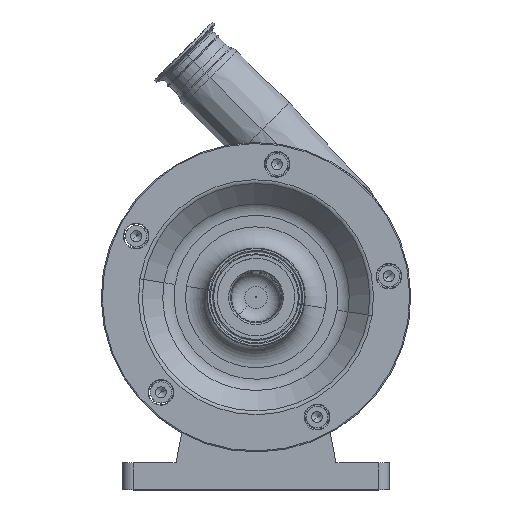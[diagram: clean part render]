
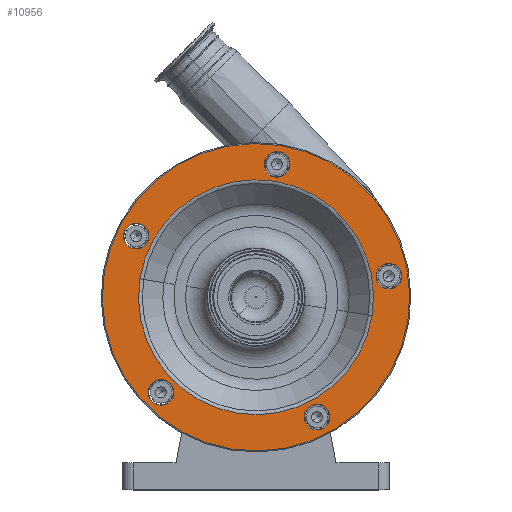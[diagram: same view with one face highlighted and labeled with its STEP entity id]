
A CAD part, top view. The second image highlights one B-rep face of the part: STEP entity #10956.
In plain terms, the highlighted planar face has unit normal (0, 0, 1).
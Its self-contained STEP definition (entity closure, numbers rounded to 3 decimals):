
#134 = CIRCLE ( 'NONE', #14484, 12. ) ;
#158 = ORIENTED_EDGE ( 'NONE', *, *, #4991, .F. ) ;
#172 = FACE_OUTER_BOUND ( 'NONE', #9284, .T. ) ;
#417 = CARTESIAN_POINT ( 'NONE',  ( 57.203, 67.733, 220. ) ) ;
#536 = EDGE_LOOP ( 'NONE', ( #6990, #11621 ) ) ;
#692 = EDGE_LOOP ( 'NONE', ( #5177, #9448 ) ) ;
#699 = AXIS2_PLACEMENT_3D ( 'NONE', #3001, #8501, #1747 ) ;
#848 = CIRCLE ( 'NONE', #8275, 110.071 ) ;
#863 = VERTEX_POINT ( 'NONE', #13763 ) ;
#1210 = EDGE_CURVE ( 'NONE', #13202, #3196, #9478, .T. ) ;
#1386 = EDGE_CURVE ( 'NONE', #12012, #14629, #10477, .T. ) ;
#1727 = CARTESIAN_POINT ( 'NONE',  ( 124.449, 199.711, 220. ) ) ;
#1747 = DIRECTION ( 'NONE',  ( 0.988, -0.156, 0. ) ) ;
#2127 = EDGE_LOOP ( 'NONE', ( #10969, #14633 ) ) ;
#2147 = VERTEX_POINT ( 'NONE', #9834 ) ;
#2381 = CARTESIAN_POINT ( 'NONE',  ( -124.119, 239.08, 220. ) ) ;
#2503 = CARTESIAN_POINT ( 'NONE',  ( -112.267, 237.203, 220. ) ) ;
#2587 = ORIENTED_EDGE ( 'NONE', *, *, #13243, .T. ) ;
#2706 = ORIENTED_EDGE ( 'NONE', *, *, #1386, .F. ) ;
#2795 = CARTESIAN_POINT ( 'NONE',  ( 19.711, 304.449, 220. ) ) ;
#3001 = CARTESIAN_POINT ( 'NONE',  ( 0., 180., 220. ) ) ;
#3010 = DIRECTION ( 'NONE',  ( 0., 0., 1. ) ) ;
#3125 = CIRCLE ( 'NONE', #10040, 12. ) ;
#3196 = VERTEX_POINT ( 'NONE', #11092 ) ;
#3279 = DIRECTION ( 'NONE',  ( 0.988, -0.156, 0. ) ) ;
#3407 = CARTESIAN_POINT ( 'NONE',  ( 0., 180., 220. ) ) ;
#3872 = VERTEX_POINT ( 'NONE', #13106 ) ;
#3982 = EDGE_CURVE ( 'NONE', #11773, #7711, #5342, .T. ) ;
#3989 = AXIS2_PLACEMENT_3D ( 'NONE', #2795, #4418, #12367 ) ;
#4352 = CARTESIAN_POINT ( 'NONE',  ( -108.716, 197.219, 220. ) ) ;
#4384 = ORIENTED_EDGE ( 'NONE', *, *, #8733, .F. ) ;
#4418 = DIRECTION ( 'NONE',  ( 0., 0., 1. ) ) ;
#4440 = CARTESIAN_POINT ( 'NONE',  ( -100.948, 92.782, 220. ) ) ;
#4462 = FACE_BOUND ( 'NONE', #9227, .T. ) ;
#4791 = CIRCLE ( 'NONE', #7376, 12. ) ;
#4991 = EDGE_CURVE ( 'NONE', #14629, #12012, #848, .T. ) ;
#5145 = AXIS2_PLACEMENT_3D ( 'NONE', #5806, #15796, #10483 ) ;
#5177 = ORIENTED_EDGE ( 'NONE', *, *, #14134, .F. ) ;
#5342 = CIRCLE ( 'NONE', #8227, 12. ) ;
#5458 = EDGE_CURVE ( 'NONE', #5991, #863, #3125, .T. ) ;
#5552 = PLANE ( 'NONE',  #7912 ) ;
#5661 = AXIS2_PLACEMENT_3D ( 'NONE', #12740, #17415, #14433 ) ;
#5806 = CARTESIAN_POINT ( 'NONE',  ( 124.449, 199.711, 220. ) ) ;
#5991 = VERTEX_POINT ( 'NONE', #9719 ) ;
#6104 = EDGE_LOOP ( 'NONE', ( #9158, #10406 ) ) ;
#6155 = AXIS2_PLACEMENT_3D ( 'NONE', #10606, #11942, #9235 ) ;
#6232 = CIRCLE ( 'NONE', #5661, 12. ) ;
#6325 = VERTEX_POINT ( 'NONE', #2381 ) ;
#6716 = EDGE_CURVE ( 'NONE', #6325, #8755, #15412, .T. ) ;
#6990 = ORIENTED_EDGE ( 'NONE', *, *, #15928, .F. ) ;
#7057 = EDGE_CURVE ( 'NONE', #9715, #16750, #4791, .T. ) ;
#7148 = CIRCLE ( 'NONE', #3989, 12. ) ;
#7166 = CARTESIAN_POINT ( 'NONE',  ( -89.095, 90.905, 220. ) ) ;
#7376 = AXIS2_PLACEMENT_3D ( 'NONE', #7166, #3010, #9868 ) ;
#7456 = EDGE_LOOP ( 'NONE', ( #4384, #13582 ) ) ;
#7711 = VERTEX_POINT ( 'NONE', #8716 ) ;
#7912 = AXIS2_PLACEMENT_3D ( 'NONE', #16636, #15267, #8425 ) ;
#7972 = CARTESIAN_POINT ( 'NONE',  ( 0., 180., 220. ) ) ;
#8197 = DIRECTION ( 'NONE',  ( 0.988, -0.156, 0. ) ) ;
#8227 = AXIS2_PLACEMENT_3D ( 'NONE', #1727, #15060, #16419 ) ;
#8275 = AXIS2_PLACEMENT_3D ( 'NONE', #7972, #13473, #17165 ) ;
#8342 = FACE_BOUND ( 'NONE', #692, .T. ) ;
#8370 = CIRCLE ( 'NONE', #12112, 144. ) ;
#8425 = DIRECTION ( 'NONE',  ( -0.988, 0.156, 0. ) ) ;
#8501 = DIRECTION ( 'NONE',  ( 0., 0., 1. ) ) ;
#8716 = CARTESIAN_POINT ( 'NONE',  ( 112.596, 201.588, 220. ) ) ;
#8733 = EDGE_CURVE ( 'NONE', #16750, #9715, #134, .T. ) ;
#8755 = VERTEX_POINT ( 'NONE', #17403 ) ;
#8906 = DIRECTION ( 'NONE',  ( 0., 0., 1. ) ) ;
#9158 = ORIENTED_EDGE ( 'NONE', *, *, #12810, .F. ) ;
#9227 = EDGE_LOOP ( 'NONE', ( #2706, #158 ) ) ;
#9235 = DIRECTION ( 'NONE',  ( 0.988, -0.156, 0. ) ) ;
#9284 = EDGE_LOOP ( 'NONE', ( #12995, #2587 ) ) ;
#9448 = ORIENTED_EDGE ( 'NONE', *, *, #1210, .F. ) ;
#9478 = CIRCLE ( 'NONE', #11479, 12. ) ;
#9715 = VERTEX_POINT ( 'NONE', #4440 ) ;
#9719 = CARTESIAN_POINT ( 'NONE',  ( 7.858, 306.326, 220. ) ) ;
#9789 = FACE_BOUND ( 'NONE', #6104, .T. ) ;
#9834 = CARTESIAN_POINT ( 'NONE',  ( -142.227, 202.527, 220. ) ) ;
#9868 = DIRECTION ( 'NONE',  ( 0.988, -0.156, 0. ) ) ;
#9897 = CIRCLE ( 'NONE', #6155, 12. ) ;
#10040 = AXIS2_PLACEMENT_3D ( 'NONE', #13605, #10828, #8197 ) ;
#10406 = ORIENTED_EDGE ( 'NONE', *, *, #6716, .F. ) ;
#10477 = CIRCLE ( 'NONE', #11325, 110.071 ) ;
#10483 = DIRECTION ( 'NONE',  ( 0.988, -0.156, 0. ) ) ;
#10606 = CARTESIAN_POINT ( 'NONE',  ( -112.267, 237.203, 220. ) ) ;
#10828 = DIRECTION ( 'NONE',  ( 0., 0., 1. ) ) ;
#10956 = ADVANCED_FACE ( 'NONE', ( #11403, #8342, #12487, #16542, #4462, #172, #9789 ), #5552, .F. ) ;
#10969 = ORIENTED_EDGE ( 'NONE', *, *, #3982, .F. ) ;
#11059 = CIRCLE ( 'NONE', #699, 144. ) ;
#11092 = CARTESIAN_POINT ( 'NONE',  ( 69.055, 65.856, 220. ) ) ;
#11325 = AXIS2_PLACEMENT_3D ( 'NONE', #14687, #15620, #3279 ) ;
#11403 = FACE_BOUND ( 'NONE', #2127, .T. ) ;
#11479 = AXIS2_PLACEMENT_3D ( 'NONE', #417, #15185, #15265 ) ;
#11621 = ORIENTED_EDGE ( 'NONE', *, *, #5458, .F. ) ;
#11660 = EDGE_CURVE ( 'NONE', #3872, #2147, #8370, .T. ) ;
#11773 = VERTEX_POINT ( 'NONE', #17233 ) ;
#11905 = DIRECTION ( 'NONE',  ( 0.988, -0.156, 0. ) ) ;
#11942 = DIRECTION ( 'NONE',  ( 0., 0., 1. ) ) ;
#12012 = VERTEX_POINT ( 'NONE', #15240 ) ;
#12057 = CIRCLE ( 'NONE', #5145, 12. ) ;
#12112 = AXIS2_PLACEMENT_3D ( 'NONE', #3407, #8906, #12694 ) ;
#12367 = DIRECTION ( 'NONE',  ( 0.988, -0.156, 0. ) ) ;
#12447 = CARTESIAN_POINT ( 'NONE',  ( -77.243, 89.027, 220. ) ) ;
#12487 = FACE_BOUND ( 'NONE', #7456, .T. ) ;
#12694 = DIRECTION ( 'NONE',  ( 0.988, -0.156, 0. ) ) ;
#12740 = CARTESIAN_POINT ( 'NONE',  ( 57.203, 67.733, 220. ) ) ;
#12810 = EDGE_CURVE ( 'NONE', #8755, #6325, #9897, .T. ) ;
#12823 = CARTESIAN_POINT ( 'NONE',  ( 45.351, 69.61, 220. ) ) ;
#12995 = ORIENTED_EDGE ( 'NONE', *, *, #11660, .T. ) ;
#13106 = CARTESIAN_POINT ( 'NONE',  ( 142.227, 157.473, 220. ) ) ;
#13202 = VERTEX_POINT ( 'NONE', #12823 ) ;
#13243 = EDGE_CURVE ( 'NONE', #2147, #3872, #11059, .T. ) ;
#13473 = DIRECTION ( 'NONE',  ( 0., 0., 1. ) ) ;
#13582 = ORIENTED_EDGE ( 'NONE', *, *, #7057, .F. ) ;
#13605 = CARTESIAN_POINT ( 'NONE',  ( 19.711, 304.449, 220. ) ) ;
#13763 = CARTESIAN_POINT ( 'NONE',  ( 31.563, 302.572, 220. ) ) ;
#14134 = EDGE_CURVE ( 'NONE', #3196, #13202, #6232, .T. ) ;
#14433 = DIRECTION ( 'NONE',  ( 0.988, -0.156, 0. ) ) ;
#14484 = AXIS2_PLACEMENT_3D ( 'NONE', #17138, #14504, #11905 ) ;
#14504 = DIRECTION ( 'NONE',  ( 0., 0., 1. ) ) ;
#14629 = VERTEX_POINT ( 'NONE', #4352 ) ;
#14633 = ORIENTED_EDGE ( 'NONE', *, *, #16459, .F. ) ;
#14687 = CARTESIAN_POINT ( 'NONE',  ( 0., 180., 220. ) ) ;
#15060 = DIRECTION ( 'NONE',  ( 0., 0., 1. ) ) ;
#15113 = DIRECTION ( 'NONE',  ( 0.988, -0.156, 0. ) ) ;
#15185 = DIRECTION ( 'NONE',  ( 0., 0., 1. ) ) ;
#15240 = CARTESIAN_POINT ( 'NONE',  ( 108.716, 162.781, 220. ) ) ;
#15265 = DIRECTION ( 'NONE',  ( 0.988, -0.156, 0. ) ) ;
#15267 = DIRECTION ( 'NONE',  ( 0., 0., -1. ) ) ;
#15412 = CIRCLE ( 'NONE', #16576, 12. ) ;
#15620 = DIRECTION ( 'NONE',  ( 0., 0., 1. ) ) ;
#15796 = DIRECTION ( 'NONE',  ( 0., 0., 1. ) ) ;
#15928 = EDGE_CURVE ( 'NONE', #863, #5991, #7148, .T. ) ;
#16419 = DIRECTION ( 'NONE',  ( 0.988, -0.156, 0. ) ) ;
#16459 = EDGE_CURVE ( 'NONE', #7711, #11773, #12057, .T. ) ;
#16542 = FACE_BOUND ( 'NONE', #536, .T. ) ;
#16576 = AXIS2_PLACEMENT_3D ( 'NONE', #2503, #17722, #15113 ) ;
#16636 = CARTESIAN_POINT ( 'NONE',  ( 22.527, 322.227, 220. ) ) ;
#16750 = VERTEX_POINT ( 'NONE', #12447 ) ;
#17138 = CARTESIAN_POINT ( 'NONE',  ( -89.095, 90.905, 220. ) ) ;
#17165 = DIRECTION ( 'NONE',  ( 0.988, -0.156, 0. ) ) ;
#17233 = CARTESIAN_POINT ( 'NONE',  ( 136.301, 197.834, 220. ) ) ;
#17403 = CARTESIAN_POINT ( 'NONE',  ( -100.415, 235.326, 220. ) ) ;
#17415 = DIRECTION ( 'NONE',  ( 0., 0., 1. ) ) ;
#17722 = DIRECTION ( 'NONE',  ( 0., 0., 1. ) ) ;
